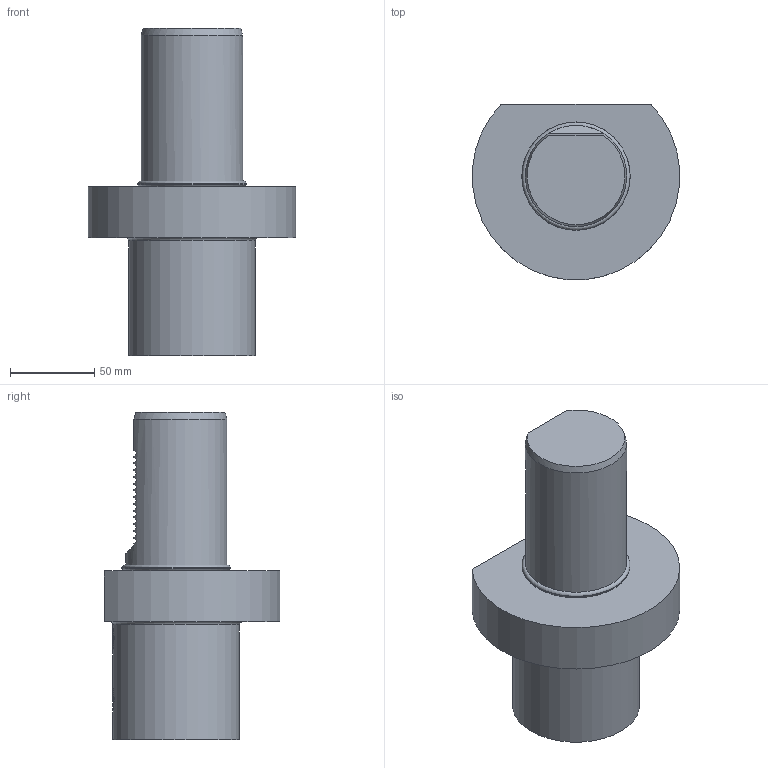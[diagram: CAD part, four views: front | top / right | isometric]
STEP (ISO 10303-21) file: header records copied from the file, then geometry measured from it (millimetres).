
FILE_DESCRIPTION (( 'STEP AP214' ), '1' );
FILE_NAME ('E160X50.STEP', '2025-07-29T15:09:49', ( '' ), ( '' ), 'SwSTEP 2.0', 'SolidWorks 2023', '' );
FILE_SCHEMA (( 'AUTOMOTIVE_DESIGN' ));
Length unit declared in the file: millimetre
Products named in the file (1): E160X50
Bounding box: 122.69 x 103.77 x 194 mm (x, y, z)
Volume: 723091.3 mm3; surface area: 81036.4 mm2
Topology: 1 solids, 1 shells, 285 faces, 734 edges, 485 vertices
Faces by surface type: plane 194, cylinder 42, bspline 40, cone 5, torus 4
Full cylindrical faces by diameter (mm): 1.7 x1, 2.1 x1, 6.366 x1, 16 x2, 50 x1, 60 x2, 64.194 x1, 75 x1
Entity records: 13490 total; most frequent: CARTESIAN_POINT 4899, ORIENTED_EDGE 1418, DIRECTION 1135, EDGE_CURVE 709, VERTEX_POINT 478, LINE 475, VECTOR 475, EDGE_LOOP 337
